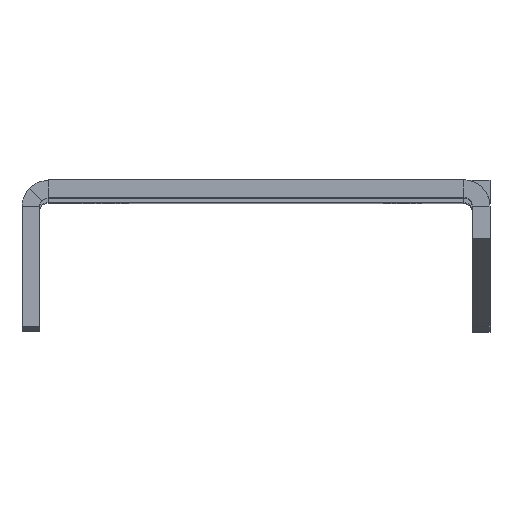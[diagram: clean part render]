
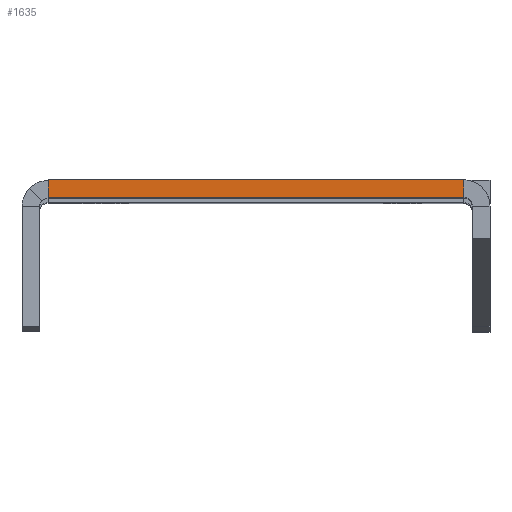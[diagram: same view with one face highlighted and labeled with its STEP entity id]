
A CAD part, top view. The second image highlights one B-rep face of the part: STEP entity #1635.
In plain terms, the highlighted planar face has unit normal (0, 0, 1).
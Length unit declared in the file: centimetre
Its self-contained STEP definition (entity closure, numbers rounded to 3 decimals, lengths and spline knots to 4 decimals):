
#155=FACE_OUTER_BOUND('',#259,.T.);
#259=EDGE_LOOP('',(#1162,#1163,#1164,#1165));
#390=LINE('',#2421,#562);
#402=LINE('',#2456,#574);
#403=LINE('',#2459,#575);
#404=LINE('',#2460,#576);
#562=VECTOR('',#1941,7.1);
#574=VECTOR('',#1971,0.3);
#575=VECTOR('',#1974,7.1);
#576=VECTOR('',#1975,0.3);
#728=VERTEX_POINT('',#2418);
#729=VERTEX_POINT('',#2420);
#743=VERTEX_POINT('',#2454);
#744=VERTEX_POINT('',#2458);
#884=EDGE_CURVE('',#728,#729,#390,.T.);
#902=EDGE_CURVE('',#743,#728,#402,.T.);
#903=EDGE_CURVE('',#743,#744,#403,.T.);
#904=EDGE_CURVE('',#744,#729,#404,.T.);
#1162=ORIENTED_EDGE('',*,*,#902,.F.);
#1163=ORIENTED_EDGE('',*,*,#903,.T.);
#1164=ORIENTED_EDGE('',*,*,#904,.T.);
#1165=ORIENTED_EDGE('',*,*,#884,.F.);
#1561=PLANE('',#1751);
#1635=ADVANCED_FACE('',(#155),#1561,.F.);
#1751=AXIS2_PLACEMENT_3D('',#2457,#1972,#1973);
#1941=DIRECTION('',(1.,0.,0.));
#1971=DIRECTION('',(0.,1.,0.));
#1972=DIRECTION('center_axis',(0.,0.,-1.));
#1973=DIRECTION('ref_axis',(-1.,0.,0.));
#1974=DIRECTION('',(1.,0.,0.));
#1975=DIRECTION('',(0.,1.,0.));
#2418=CARTESIAN_POINT('',(1.1062,3.7996,31.75));
#2420=CARTESIAN_POINT('',(8.2062,3.7996,31.75));
#2421=CARTESIAN_POINT('',(1.1062,3.7996,31.75));
#2454=CARTESIAN_POINT('',(1.1062,3.4996,31.75));
#2456=CARTESIAN_POINT('',(1.1062,3.4996,31.75));
#2457=CARTESIAN_POINT('Origin',(4.6562,3.6496,31.75));
#2458=CARTESIAN_POINT('',(8.2062,3.4996,31.75));
#2459=CARTESIAN_POINT('',(1.1062,3.4996,31.75));
#2460=CARTESIAN_POINT('',(8.2062,3.4996,31.75));
